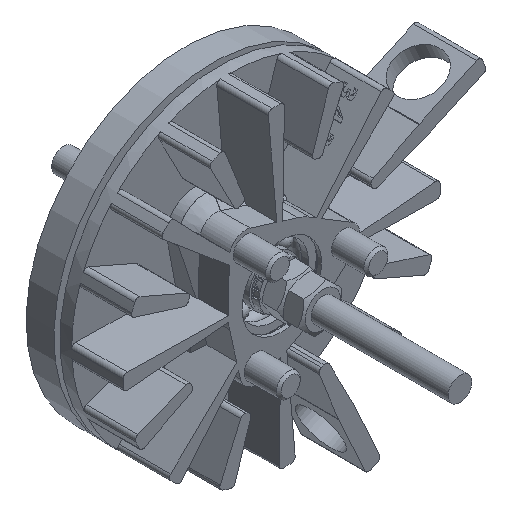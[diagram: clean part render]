
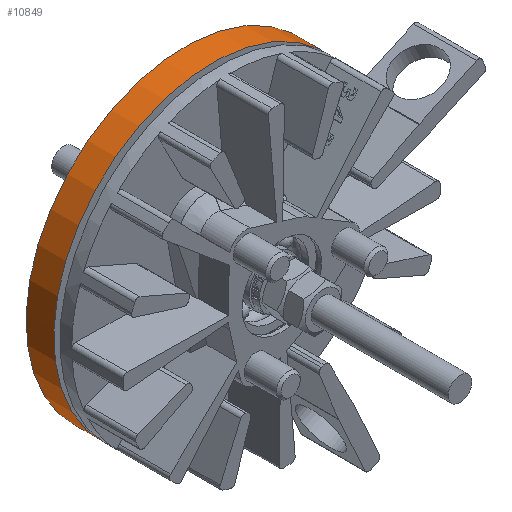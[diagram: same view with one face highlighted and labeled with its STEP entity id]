
A CAD part, isometric view. The second image highlights one B-rep face of the part: STEP entity #10849.
In plain terms, the highlighted cylindrical face has radius 40 mm (diameter 80 mm), a full revolution.
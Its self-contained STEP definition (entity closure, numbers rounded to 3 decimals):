
#1510=FACE_OUTER_BOUND('',#2151,.T.);
#2151=EDGE_LOOP('',(#9976,#9977,#9978,#9979));
#3080=LINE('',#20106,#3964);
#3964=VECTOR('',#14546,40.);
#4367=CIRCLE('',#11878,40.);
#4368=CIRCLE('',#11879,40.);
#5404=VERTEX_POINT('',#20103);
#5405=VERTEX_POINT('',#20105);
#6969=EDGE_CURVE('',#5404,#5404,#4367,.T.);
#6970=EDGE_CURVE('',#5404,#5405,#3080,.T.);
#6971=EDGE_CURVE('',#5405,#5405,#4368,.T.);
#9976=ORIENTED_EDGE('',*,*,#6969,.F.);
#9977=ORIENTED_EDGE('',*,*,#6970,.T.);
#9978=ORIENTED_EDGE('',*,*,#6971,.F.);
#9979=ORIENTED_EDGE('',*,*,#6970,.F.);
#10283=CYLINDRICAL_SURFACE('',#11877,40.);
#10849=ADVANCED_FACE('',(#1510),#10283,.T.);
#11877=AXIS2_PLACEMENT_3D('',#20102,#14542,#14543);
#11878=AXIS2_PLACEMENT_3D('',#20104,#14544,#14545);
#11879=AXIS2_PLACEMENT_3D('',#20107,#14547,#14548);
#14542=DIRECTION('center_axis',(0.,-1.,0.));
#14543=DIRECTION('ref_axis',(-1.,0.,0.));
#14544=DIRECTION('center_axis',(0.,-1.,0.));
#14545=DIRECTION('ref_axis',(-1.,0.,0.));
#14546=DIRECTION('',(0.,1.,0.));
#14547=DIRECTION('center_axis',(0.,1.,0.));
#14548=DIRECTION('ref_axis',(-1.,0.,0.));
#20102=CARTESIAN_POINT('Origin',(0.,0.,0.));
#20103=CARTESIAN_POINT('',(40.,-7.,0.));
#20104=CARTESIAN_POINT('Origin',(0.,-7.,0.));
#20105=CARTESIAN_POINT('',(40.,0.,0.));
#20106=CARTESIAN_POINT('',(40.,0.,0.));
#20107=CARTESIAN_POINT('Origin',(0.,0.,0.));
